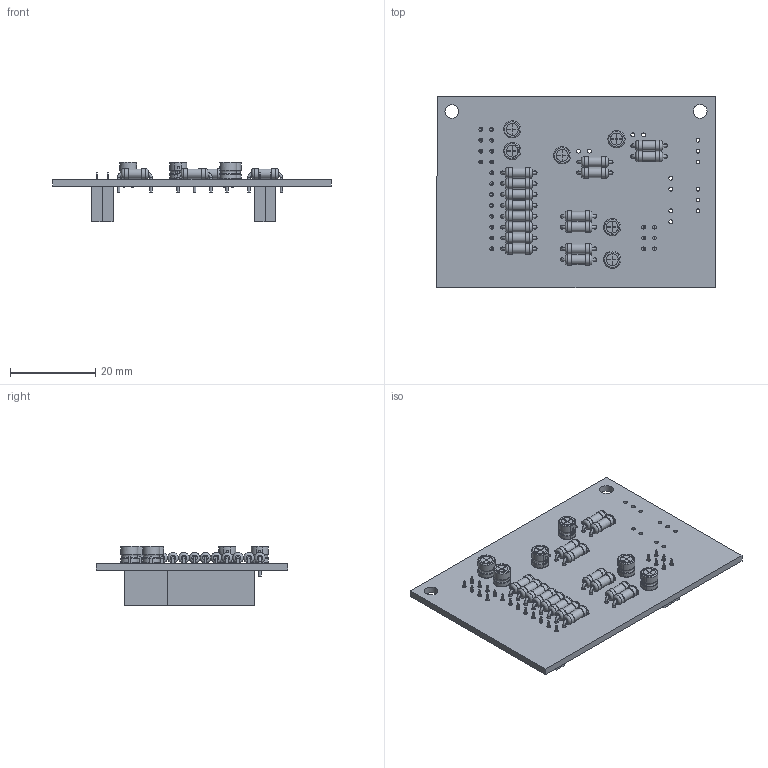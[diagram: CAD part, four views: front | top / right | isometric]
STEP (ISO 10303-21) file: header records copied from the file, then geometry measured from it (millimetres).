
FILE_DESCRIPTION(('KiCad electronic assembly'),'2;1');
FILE_NAME('octo_interface.step','2024-04-10T09:21:18',('An Author'),( 'A Company'),'Open CASCADE STEP processor 6.9', 'KiCad to STEP converter','Unknown');
FILE_SCHEMA(('AUTOMOTIVE_DESIGN { 1 0 10303 214 1 1 1 1 }'));
Length unit declared in the file: millimetre
Products named in the file (12): Open CASCADE STEP translator 6.9 1; CP_Radial_D4.0mm_P2.00mm; SOLID; R_Axial_DIN0207_L6.3mm_D2.5mm_P7.62mm_Horizontal; myPinSocket_1x04; myPinSocket_1x12; myPinSocket_1x03; COMPOUND
Assembly tree (32 placements, depth 3):
  Open CASCADE STEP translator 6.9 1
    CP_Radial_D4.0mm_P2.00mm  x6
      SOLID
    R_Axial_DIN0207_L6.3mm_D2.5mm_P7.62mm_Horizontal  x16
      SOLID
    myPinSocket_1x04
      SOLID
    myPinSocket_1x12
      SOLID
    myPinSocket_1x03  x2
      SOLID
    COMPOUND
Bounding box: 65.1 x 44.85 x 14 mm (x, y, z)
Volume: 6399.3 mm3; surface area: 10165 mm2
Topology: 27 solids, 33 shells, 1374 faces, 3244 edges, 2078 vertices
Faces by surface type: plane 968, cylinder 246, torus 76, bspline 48, revolution 36
Full cylindrical faces by diameter (mm): 0.3 x12, 0.6 x32, 0.9 x80, 2.25 x16, 2.5 x32, 3.2 x2
Entity records: 57347 total; most frequent: CARTESIAN_POINT 10927, DIRECTION 7730, LINE 5480, VECTOR 5480, ORIENTED_EDGE 4000, PCURVE 4000, DEFINITIONAL_REPRESENTATION 4000, EDGE_CURVE 2000
